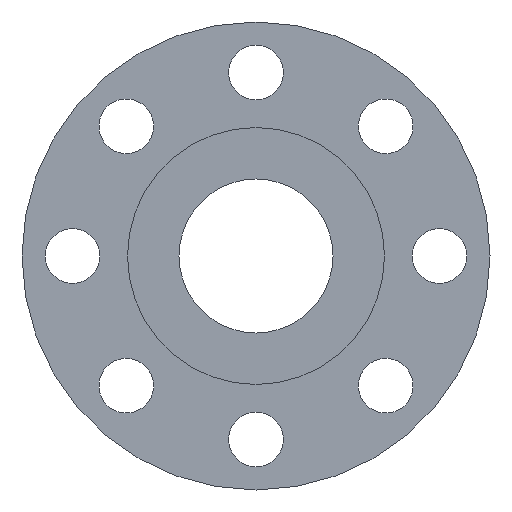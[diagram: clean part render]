
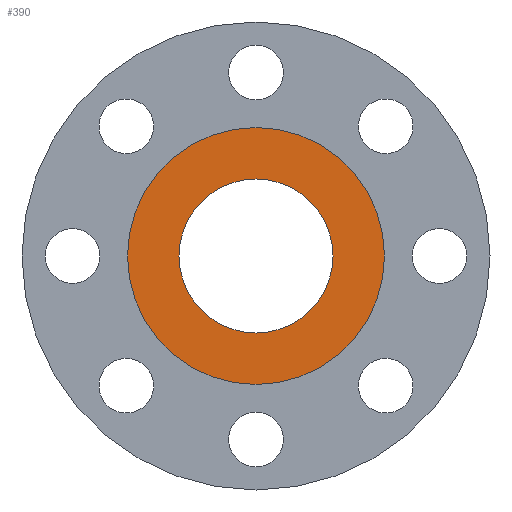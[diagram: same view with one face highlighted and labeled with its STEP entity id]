
A CAD part, front view. The second image highlights one B-rep face of the part: STEP entity #390.
In plain terms, the highlighted planar face has unit normal (0, -1, 0).
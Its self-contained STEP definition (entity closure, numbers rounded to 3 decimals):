
#11 = DIRECTION ( 'NONE',  ( 0., 0., 1. ) ) ;
#24 = AXIS2_PLACEMENT_3D ( 'NONE', #1025, #756, #218 ) ;
#77 = CARTESIAN_POINT ( 'NONE',  ( 0., 0., 52.3 ) ) ;
#107 = DIRECTION ( 'NONE',  ( 0., 0., 1. ) ) ;
#135 = EDGE_CURVE ( 'NONE', #730, #425, #493, .T. ) ;
#172 = DIRECTION ( 'NONE',  ( 0., -1., 0. ) ) ;
#192 = DIRECTION ( 'NONE',  ( 0., 1., 0. ) ) ;
#217 = CIRCLE ( 'NONE', #24, 31.35 ) ;
#218 = DIRECTION ( 'NONE',  ( 0., 0., 1. ) ) ;
#300 = CARTESIAN_POINT ( 'NONE',  ( 0., 0., 0. ) ) ;
#313 = AXIS2_PLACEMENT_3D ( 'NONE', #1020, #578, #11 ) ;
#314 = DIRECTION ( 'NONE',  ( 0., 0., 1. ) ) ;
#360 = CARTESIAN_POINT ( 'NONE',  ( 0., 0., 0. ) ) ;
#390 = ADVANCED_FACE ( 'NONE', ( #688, #1062 ), #596, .T. ) ;
#425 = VERTEX_POINT ( 'NONE', #77 ) ;
#455 = ORIENTED_EDGE ( 'NONE', *, *, #659, .T. ) ;
#493 = CIRCLE ( 'NONE', #554, 52.3 ) ;
#515 = EDGE_CURVE ( 'NONE', #425, #730, #717, .T. ) ;
#543 = AXIS2_PLACEMENT_3D ( 'NONE', #300, #192, #107 ) ;
#554 = AXIS2_PLACEMENT_3D ( 'NONE', #360, #1141, #314 ) ;
#558 = EDGE_LOOP ( 'NONE', ( #739, #781 ) ) ;
#559 = ORIENTED_EDGE ( 'NONE', *, *, #1122, .T. ) ;
#578 = DIRECTION ( 'NONE',  ( 0., 1., 0. ) ) ;
#595 = AXIS2_PLACEMENT_3D ( 'NONE', #728, #172, #822 ) ;
#596 = PLANE ( 'NONE',  #595 ) ;
#659 = EDGE_CURVE ( 'NONE', #901, #997, #217, .T. ) ;
#680 = CARTESIAN_POINT ( 'NONE',  ( 0., 0., -52.3 ) ) ;
#688 = FACE_BOUND ( 'NONE', #1196, .T. ) ;
#717 = CIRCLE ( 'NONE', #313, 52.3 ) ;
#728 = CARTESIAN_POINT ( 'NONE',  ( 0., 0., 31.35 ) ) ;
#730 = VERTEX_POINT ( 'NONE', #680 ) ;
#739 = ORIENTED_EDGE ( 'NONE', *, *, #515, .F. ) ;
#742 = CARTESIAN_POINT ( 'NONE',  ( 0., 0., 31.35 ) ) ;
#756 = DIRECTION ( 'NONE',  ( 0., 1., 0. ) ) ;
#781 = ORIENTED_EDGE ( 'NONE', *, *, #135, .F. ) ;
#822 = DIRECTION ( 'NONE',  ( 0., 0., -1. ) ) ;
#901 = VERTEX_POINT ( 'NONE', #742 ) ;
#912 = CIRCLE ( 'NONE', #543, 31.35 ) ;
#941 = CARTESIAN_POINT ( 'NONE',  ( 0., 0., -31.35 ) ) ;
#997 = VERTEX_POINT ( 'NONE', #941 ) ;
#1020 = CARTESIAN_POINT ( 'NONE',  ( 0., 0., 0. ) ) ;
#1025 = CARTESIAN_POINT ( 'NONE',  ( 0., 0., 0. ) ) ;
#1062 = FACE_OUTER_BOUND ( 'NONE', #558, .T. ) ;
#1122 = EDGE_CURVE ( 'NONE', #997, #901, #912, .T. ) ;
#1141 = DIRECTION ( 'NONE',  ( 0., 1., 0. ) ) ;
#1196 = EDGE_LOOP ( 'NONE', ( #455, #559 ) ) ;
